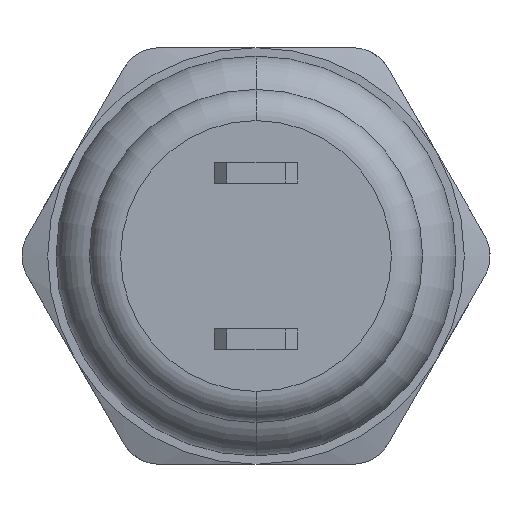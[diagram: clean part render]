
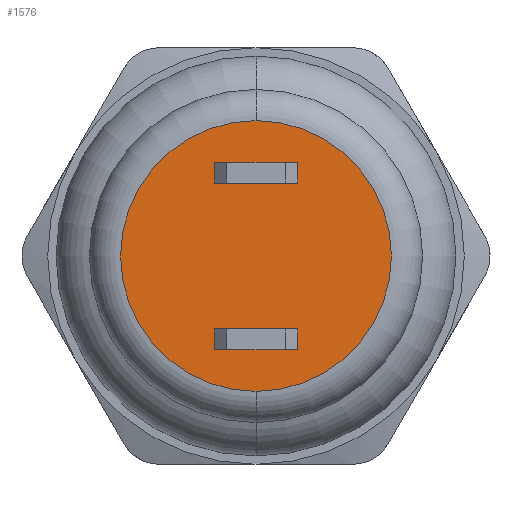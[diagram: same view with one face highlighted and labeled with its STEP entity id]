
A CAD part, front view. The second image highlights one B-rep face of the part: STEP entity #1576.
In plain terms, the highlighted planar face has unit normal (0, -1, 0).
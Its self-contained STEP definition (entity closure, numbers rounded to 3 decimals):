
#143 = VERTEX_POINT ( 'NONE', #1327 ) ;
#460 = AXIS2_PLACEMENT_3D ( 'NONE', #6020, #1373, #4751 ) ;
#642 = EDGE_CURVE ( 'NONE', #1625, #143, #1395, .T. ) ;
#1118 = CARTESIAN_POINT ( 'NONE',  ( 0., -10.4, -3.25 ) ) ;
#1261 = ORIENTED_EDGE ( 'NONE', *, *, #642, .T. ) ;
#1327 = CARTESIAN_POINT ( 'NONE',  ( 0., -10.4, 3.25 ) ) ;
#1373 = DIRECTION ( 'NONE',  ( 0., -1., 0. ) ) ;
#1395 = CIRCLE ( 'NONE', #460, 3.25 ) ;
#1576 = ADVANCED_FACE ( 'NONE', ( #3352 ), #2859, .T. ) ;
#1625 = VERTEX_POINT ( 'NONE', #1118 ) ;
#2633 = EDGE_CURVE ( 'NONE', #143, #1625, #5910, .T. ) ;
#2792 = CARTESIAN_POINT ( 'NONE',  ( 3.25, -10.4, 0. ) ) ;
#2859 = PLANE ( 'NONE',  #4238 ) ;
#3001 = ORIENTED_EDGE ( 'NONE', *, *, #2633, .T. ) ;
#3299 = EDGE_LOOP ( 'NONE', ( #1261, #3001 ) ) ;
#3305 = DIRECTION ( 'NONE',  ( 0., -1., 0. ) ) ;
#3351 = DIRECTION ( 'NONE',  ( 0., 0., -1. ) ) ;
#3352 = FACE_OUTER_BOUND ( 'NONE', #3299, .T. ) ;
#3518 = CARTESIAN_POINT ( 'NONE',  ( 0., -10.4, 0. ) ) ;
#4001 = DIRECTION ( 'NONE',  ( 0., 0., -1. ) ) ;
#4238 = AXIS2_PLACEMENT_3D ( 'NONE', #2792, #3305, #3351 ) ;
#4286 = AXIS2_PLACEMENT_3D ( 'NONE', #3518, #5423, #4001 ) ;
#4751 = DIRECTION ( 'NONE',  ( 0., 0., -1. ) ) ;
#5423 = DIRECTION ( 'NONE',  ( 0., -1., 0. ) ) ;
#5910 = CIRCLE ( 'NONE', #4286, 3.25 ) ;
#6020 = CARTESIAN_POINT ( 'NONE',  ( 0., -10.4, 0. ) ) ;
